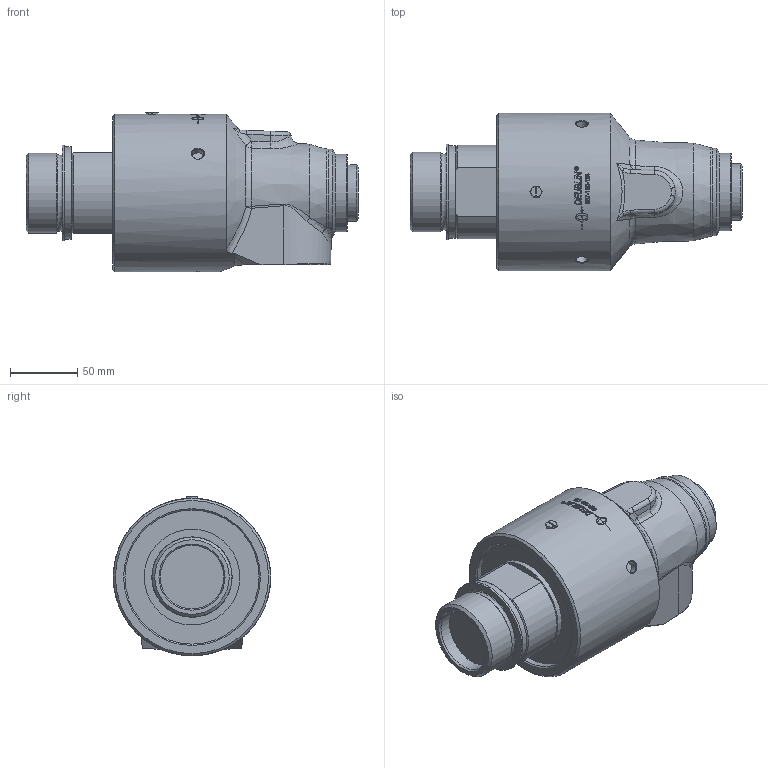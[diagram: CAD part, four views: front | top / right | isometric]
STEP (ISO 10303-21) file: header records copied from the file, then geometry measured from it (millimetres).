
FILE_DESCRIPTION(/* description */ (''),/* implementation_level */ '2;1');
FILE_NAME(/* name */ '657-130-124-IC.stp',/* time_stamp */ '2020-05-20T11:41:01-05:00',/* author */ ('dyurkovich'),/* organization */ (''),/* preprocessor_version */ 'ST-DEVELOPER v18',/* originating_system */ 'Autodesk Inventor 2020',/* authorisation */ '');
FILE_SCHEMA (('AUTOMOTIVE_DESIGN { 1 0 10303 214 3 1 1 }'));
Length unit declared in the file: millimetre
Products named in the file (1): 657-130-124-IC
Bounding box: 247.73 x 117.5 x 119.09 mm (x, y, z)
Volume: 1627072.2 mm3; surface area: 95419.7 mm2
Topology: 1 solids, 3 shells, 442 faces, 1155 edges, 755 vertices
Faces by surface type: plane 194, bspline 130, cylinder 65, cone 42, sphere 6, torus 5
Full cylindrical faces by diameter (mm): 8.6 x3, 22.5 x1, 47.6 x1, 58 x1, 59.614 x1, 60 x1, 69 x1, 70 x1, 71.4 x1, 100.08 x1, 117.5 x1
Entity records: 18849 total; most frequent: CARTESIAN_POINT 8434, ORIENTED_EDGE 2306, DIRECTION 1844, EDGE_CURVE 1153, VERTEX_POINT 755, AXIS2_PLACEMENT_3D 718, EDGE_LOOP 482, FACE_OUTER_BOUND 442
